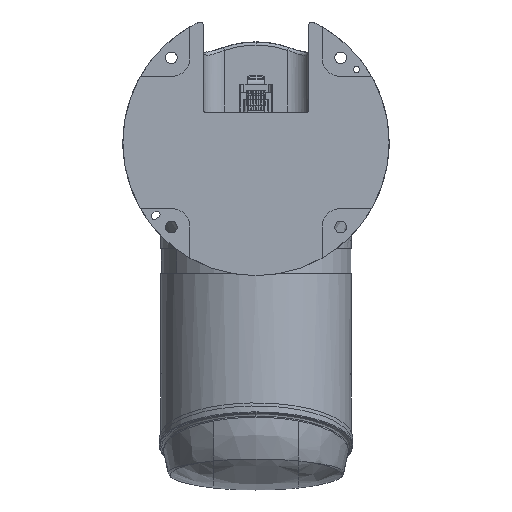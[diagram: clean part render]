
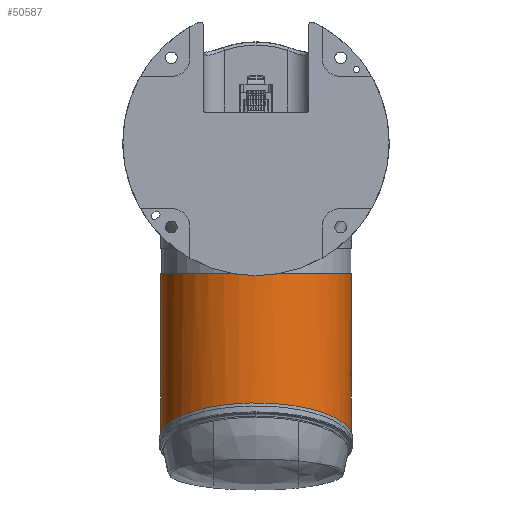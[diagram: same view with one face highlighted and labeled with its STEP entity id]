
A CAD part, front view. The second image highlights one B-rep face of the part: STEP entity #50587.
In plain terms, the highlighted cylindrical face has radius 90 mm (diameter 180 mm), a partial arc.
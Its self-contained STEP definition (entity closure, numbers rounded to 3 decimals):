
#2973 = CARTESIAN_POINT ( 'NONE',  ( 86., 0., -90. ) ) ;
#3159 = VERTEX_POINT ( 'NONE', #35128 ) ;
#3598 = CARTESIAN_POINT ( 'NONE',  ( 150.243, 0., -90. ) ) ;
#5054 = CARTESIAN_POINT ( 'NONE',  ( 54.7, 0., 90. ) ) ;
#5066 = ORIENTED_EDGE ( 'NONE', *, *, #89317, .F. ) ;
#5296 = VERTEX_POINT ( 'NONE', #45334 ) ;
#5870 = ORIENTED_EDGE ( 'NONE', *, *, #62438, .F. ) ;
#8775 = CARTESIAN_POINT ( 'NONE',  ( 128.829, 0., 90. ) ) ;
#9680 = CARTESIAN_POINT ( 'NONE',  ( 96.707, 0., 90. ) ) ;
#11277 = EDGE_LOOP ( 'NONE', ( #5870, #23567, #69069, #83538, #29325, #5066 ) ) ;
#12974 = CARTESIAN_POINT ( 'NONE',  ( 86., 0., 90. ) ) ;
#13887 = CARTESIAN_POINT ( 'NONE',  ( 150.243, 0., -90. ) ) ;
#15871 = CARTESIAN_POINT ( 'NONE',  ( 144.888, 0., 89.999 ) ) ;
#16374 = VERTEX_POINT ( 'NONE', #76242 ) ;
#16670 = CARTESIAN_POINT ( 'NONE',  ( -7.9, 0., 90. ) ) ;
#19315 = CYLINDRICAL_SURFACE ( 'NONE', #49217, 90. ) ;
#21788 = CARTESIAN_POINT ( 'NONE',  ( -7.9, 0., -90. ) ) ;
#22330 = DIRECTION ( 'NONE',  ( 0., 0., 1. ) ) ;
#23567 = ORIENTED_EDGE ( 'NONE', *, *, #73635, .F. ) ;
#23747 = FACE_OUTER_BOUND ( 'NONE', #11277, .T. ) ;
#25550 = CARTESIAN_POINT ( 'NONE',  ( 86., 0., -90. ) ) ;
#25803 = CARTESIAN_POINT ( 'NONE',  ( 128.829, 0., -90. ) ) ;
#26325 = DIRECTION ( 'NONE',  ( 1., 0., 0. ) ) ;
#29325 = ORIENTED_EDGE ( 'NONE', *, *, #42787, .T. ) ;
#32207 = B_SPLINE_CURVE_WITH_KNOTS ( 'NONE', 3,
 ( #71783, #78908, #37139, #9680, #65320, #85957, #50935, #79217, #8775, #57968, #15871, #86264 ),
 .UNSPECIFIED., .F., .F.,
 ( 4, 2, 2, 2, 2, 4 ),
 ( 0., 0.125, 0.25, 0.5, 0.75, 1. ),
 .UNSPECIFIED. ) ;
#33439 = DIRECTION ( 'NONE',  ( 0., 0., -1. ) ) ;
#34865 = CARTESIAN_POINT ( 'NONE',  ( 131.054, -52.721, 90. ) ) ;
#35128 = CARTESIAN_POINT ( 'NONE',  ( -7.9, 0., -90. ) ) ;
#35252 = B_SPLINE_CURVE_WITH_KNOTS ( 'NONE', 3,
 ( #21788, #45138, #80169, #2973 ),
 .UNSPECIFIED., .F., .F.,
 ( 4, 4 ),
 ( 0., 1. ),
 .UNSPECIFIED. ) ;
#35502 = CIRCLE ( 'NONE', #90680, 90. ) ;
#37139 = CARTESIAN_POINT ( 'NONE',  ( 91.353, 0., 90. ) ) ;
#41070 = CARTESIAN_POINT ( 'NONE',  ( -7.9, 0., 0. ) ) ;
#42787 = EDGE_CURVE ( 'NONE', #60371, #5296, #60106, .T. ) ;
#43070 = B_SPLINE_CURVE_WITH_KNOTS ( 'NONE', 3,
 ( #88697, #89003, #5054, #12974 ),
 .UNSPECIFIED., .F., .F.,
 ( 4, 4 ),
 ( 0., 0.594 ),
 .UNSPECIFIED. ) ;
#45138 = CARTESIAN_POINT ( 'NONE',  ( 23.4, 0., -90. ) ) ;
#45334 = CARTESIAN_POINT ( 'NONE',  ( 150.243, 0., 90. ) ) ;
#48974 = CARTESIAN_POINT ( 'NONE',  ( 150.243, 0., 90. ) ) ;
#49217 = AXIS2_PLACEMENT_3D ( 'NONE', #41070, #26325, #33439 ) ;
#49897 = CARTESIAN_POINT ( 'NONE',  ( 117.485, -90., 52.721 ) ) ;
#50196 = CARTESIAN_POINT ( 'NONE',  ( 131.054, -52.721, -90. ) ) ;
#50587 = ADVANCED_FACE ( 'NONE', ( #23747 ), #19315, .T. ) ;
#50935 = CARTESIAN_POINT ( 'NONE',  ( 112.768, 0., 90. ) ) ;
#51994 = EDGE_CURVE ( 'NONE', #70793, #60371, #80409, .T. ) ;
#56756 = DIRECTION ( 'NONE',  ( -1., 0., 0. ) ) ;
#57944 = CARTESIAN_POINT ( 'NONE',  ( -7.9, 0., 0. ) ) ;
#57968 = CARTESIAN_POINT ( 'NONE',  ( 139.536, 0.001, 90. ) ) ;
#60106 =( BOUNDED_CURVE ( )  B_SPLINE_CURVE ( 3, ( #13887, #50196, #91075, #63962, #49897, #34865, #48974 ),
 .UNSPECIFIED., .F., .F. ) 
 B_SPLINE_CURVE_WITH_KNOTS ( ( 4, 3, 4 ),
 ( 1.571, 3.142, 4.712 ),
 .UNSPECIFIED. ) 
 CURVE ( )  GEOMETRIC_REPRESENTATION_ITEM ( )  RATIONAL_B_SPLINE_CURVE ( ( 1., 0.805, 0.805, 1., 0.805, 0.805, 1. ) ) 
 REPRESENTATION_ITEM ( '' )  );
#60371 = VERTEX_POINT ( 'NONE', #3598 ) ;
#60822 = CARTESIAN_POINT ( 'NONE',  ( 86., 0., -90. ) ) ;
#62438 = EDGE_CURVE ( 'NONE', #82869, #16374, #43070, .T. ) ;
#63962 = CARTESIAN_POINT ( 'NONE',  ( 117.485, -90., 0. ) ) ;
#65320 = CARTESIAN_POINT ( 'NONE',  ( 99.384, 0., 90. ) ) ;
#67233 = CARTESIAN_POINT ( 'NONE',  ( 107.414, 0., -90. ) ) ;
#69069 = ORIENTED_EDGE ( 'NONE', *, *, #90448, .T. ) ;
#70793 = VERTEX_POINT ( 'NONE', #25550 ) ;
#71783 = CARTESIAN_POINT ( 'NONE',  ( 86., 0., 90. ) ) ;
#73635 = EDGE_CURVE ( 'NONE', #3159, #82869, #35502, .T. ) ;
#74052 = CARTESIAN_POINT ( 'NONE',  ( 150.243, 0., -90. ) ) ;
#76242 = CARTESIAN_POINT ( 'NONE',  ( 86., 0., 90. ) ) ;
#78908 = CARTESIAN_POINT ( 'NONE',  ( 88.677, 0.001, 90.001 ) ) ;
#79217 = CARTESIAN_POINT ( 'NONE',  ( 123.475, 0., 90. ) ) ;
#80169 = CARTESIAN_POINT ( 'NONE',  ( 54.7, 0., -90. ) ) ;
#80409 = B_SPLINE_CURVE_WITH_KNOTS ( 'NONE', 3,
 ( #60822, #67233, #25803, #74052 ),
 .UNSPECIFIED., .F., .F.,
 ( 4, 4 ),
 ( 0., 1. ),
 .UNSPECIFIED. ) ;
#82869 = VERTEX_POINT ( 'NONE', #16670 ) ;
#83538 = ORIENTED_EDGE ( 'NONE', *, *, #51994, .T. ) ;
#85957 = CARTESIAN_POINT ( 'NONE',  ( 107.414, 0., 90. ) ) ;
#86264 = CARTESIAN_POINT ( 'NONE',  ( 150.243, 0., 90. ) ) ;
#88697 = CARTESIAN_POINT ( 'NONE',  ( -7.9, 0., 90. ) ) ;
#89003 = CARTESIAN_POINT ( 'NONE',  ( 23.401, 0., 89.999 ) ) ;
#89317 = EDGE_CURVE ( 'NONE', #16374, #5296, #32207, .T. ) ;
#90448 = EDGE_CURVE ( 'NONE', #3159, #70793, #35252, .T. ) ;
#90680 = AXIS2_PLACEMENT_3D ( 'NONE', #57944, #56756, #22330 ) ;
#91075 = CARTESIAN_POINT ( 'NONE',  ( 117.485, -90., -52.721 ) ) ;
